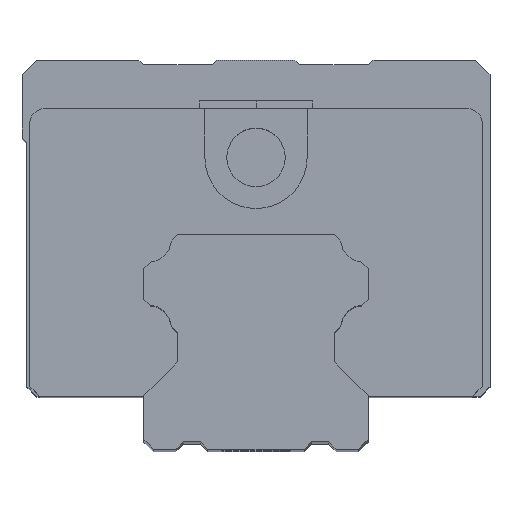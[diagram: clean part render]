
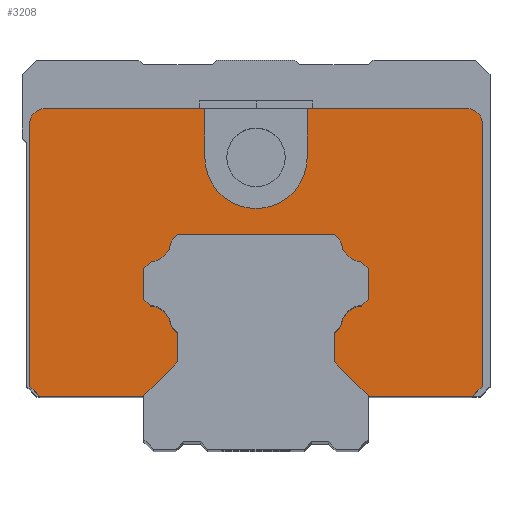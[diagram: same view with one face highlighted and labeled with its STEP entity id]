
A CAD part, top view. The second image highlights one B-rep face of the part: STEP entity #3208.
In plain terms, the highlighted planar face has unit normal (0, 0, 1).
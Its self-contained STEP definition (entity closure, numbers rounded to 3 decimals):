
#834=DIRECTION('',(0.,-1.,0.));
#835=VECTOR('',#834,5.);
#836=CARTESIAN_POINT('',(-5.25,35.,42.));
#837=LINE('',#836,#835);
#838=CARTESIAN_POINT('',(0.,30.,42.));
#839=DIRECTION('',(0.,0.,1.));
#840=DIRECTION('',(-1.,0.,0.));
#841=AXIS2_PLACEMENT_3D('',#838,#839,#840);
#843=DIRECTION('',(0.,1.,0.));
#844=VECTOR('',#843,5.);
#845=CARTESIAN_POINT('',(5.25,30.,42.));
#846=LINE('',#845,#844);
#847=DIRECTION('',(1.,0.,0.));
#848=VECTOR('',#847,16.45);
#849=CARTESIAN_POINT('',(5.25,35.,42.));
#850=LINE('',#849,#848);
#851=CARTESIAN_POINT('',(21.7,33.5,42.));
#852=DIRECTION('',(0.,0.,-1.));
#853=DIRECTION('',(0.,1.,0.));
#854=AXIS2_PLACEMENT_3D('',#851,#852,#853);
#856=DIRECTION('',(0.,-1.,0.));
#857=VECTOR('',#856,27.);
#858=CARTESIAN_POINT('',(23.2,33.5,42.));
#859=LINE('',#858,#857);
#860=DIRECTION('',(-0.707,-0.707,0.));
#861=VECTOR('',#860,1.414);
#862=CARTESIAN_POINT('',(23.2,6.5,42.));
#863=LINE('',#862,#861);
#864=DIRECTION('',(-1.,0.,0.));
#865=VECTOR('',#864,10.7);
#866=CARTESIAN_POINT('',(22.2,5.5,42.));
#867=LINE('',#866,#865);
#868=DIRECTION('',(-0.707,0.707,0.));
#869=VECTOR('',#868,4.879);
#870=CARTESIAN_POINT('',(11.5,5.5,42.));
#871=LINE('',#870,#869);
#872=DIRECTION('',(0.,1.,0.));
#873=VECTOR('',#872,3.);
#874=CARTESIAN_POINT('',(8.05,8.95,42.));
#875=LINE('',#874,#873);
#876=DIRECTION('',(0.707,0.707,0.));
#877=VECTOR('',#876,0.918);
#878=CARTESIAN_POINT('',(8.05,11.95,42.));
#879=LINE('',#878,#877);
#880=CARTESIAN_POINT('',(10.995,12.455,42.));
#881=DIRECTION('',(0.,0.,-1.));
#882=DIRECTION('',(-0.998,0.063,0.));
#883=AXIS2_PLACEMENT_3D('',#880,#881,#882);
#885=DIRECTION('',(0.707,0.707,0.));
#886=VECTOR('',#885,0.918);
#887=CARTESIAN_POINT('',(10.851,14.751,42.));
#888=LINE('',#887,#886);
#889=DIRECTION('',(0.,1.,0.));
#890=VECTOR('',#889,3.15);
#891=CARTESIAN_POINT('',(11.5,15.4,42.));
#892=LINE('',#891,#890);
#893=DIRECTION('',(-0.707,0.707,0.));
#894=VECTOR('',#893,0.918);
#895=CARTESIAN_POINT('',(11.5,18.55,42.));
#896=LINE('',#895,#894);
#897=CARTESIAN_POINT('',(10.995,21.495,42.));
#898=DIRECTION('',(0.,0.,-1.));
#899=DIRECTION('',(-0.063,-0.998,0.));
#900=AXIS2_PLACEMENT_3D('',#897,#898,#899);
#902=DIRECTION('',(-0.707,0.707,0.));
#903=VECTOR('',#902,0.918);
#904=CARTESIAN_POINT('',(8.699,21.351,42.));
#905=LINE('',#904,#903);
#906=DIRECTION('',(-1.,0.,0.));
#907=VECTOR('',#906,16.1);
#908=CARTESIAN_POINT('',(8.05,22.,42.));
#909=LINE('',#908,#907);
#910=DIRECTION('',(-0.707,-0.707,0.));
#911=VECTOR('',#910,0.918);
#912=CARTESIAN_POINT('',(-8.05,22.,42.));
#913=LINE('',#912,#911);
#914=CARTESIAN_POINT('',(-10.995,21.495,42.));
#915=DIRECTION('',(0.,0.,-1.));
#916=DIRECTION('',(0.998,-0.063,0.));
#917=AXIS2_PLACEMENT_3D('',#914,#915,#916);
#919=DIRECTION('',(-0.707,-0.707,0.));
#920=VECTOR('',#919,0.918);
#921=CARTESIAN_POINT('',(-10.851,19.199,42.));
#922=LINE('',#921,#920);
#923=DIRECTION('',(0.,-1.,0.));
#924=VECTOR('',#923,3.15);
#925=CARTESIAN_POINT('',(-11.5,18.55,42.));
#926=LINE('',#925,#924);
#927=DIRECTION('',(0.707,-0.707,0.));
#928=VECTOR('',#927,0.918);
#929=CARTESIAN_POINT('',(-11.5,15.4,42.));
#930=LINE('',#929,#928);
#931=CARTESIAN_POINT('',(-10.995,12.455,42.));
#932=DIRECTION('',(0.,0.,-1.));
#933=DIRECTION('',(0.063,0.998,0.));
#934=AXIS2_PLACEMENT_3D('',#931,#932,#933);
#936=DIRECTION('',(0.707,-0.707,0.));
#937=VECTOR('',#936,0.918);
#938=CARTESIAN_POINT('',(-8.699,12.599,42.));
#939=LINE('',#938,#937);
#940=DIRECTION('',(0.,-1.,0.));
#941=VECTOR('',#940,3.);
#942=CARTESIAN_POINT('',(-8.05,11.95,42.));
#943=LINE('',#942,#941);
#944=DIRECTION('',(-0.707,-0.707,0.));
#945=VECTOR('',#944,4.879);
#946=CARTESIAN_POINT('',(-8.05,8.95,42.));
#947=LINE('',#946,#945);
#948=DIRECTION('',(-1.,0.,0.));
#949=VECTOR('',#948,10.7);
#950=CARTESIAN_POINT('',(-11.5,5.5,42.));
#951=LINE('',#950,#949);
#952=DIRECTION('',(-0.707,0.707,0.));
#953=VECTOR('',#952,1.414);
#954=CARTESIAN_POINT('',(-22.2,5.5,42.));
#955=LINE('',#954,#953);
#956=DIRECTION('',(0.,1.,0.));
#957=VECTOR('',#956,27.);
#958=CARTESIAN_POINT('',(-23.2,6.5,42.));
#959=LINE('',#958,#957);
#960=CARTESIAN_POINT('',(-21.7,33.5,42.));
#961=DIRECTION('',(0.,0.,-1.));
#962=DIRECTION('',(-1.,0.,0.));
#963=AXIS2_PLACEMENT_3D('',#960,#961,#962);
#965=DIRECTION('',(1.,0.,0.));
#966=VECTOR('',#965,16.45);
#967=CARTESIAN_POINT('',(-21.7,35.,42.));
#968=LINE('',#967,#966);
#1672=CARTESIAN_POINT('',(-11.5,5.5,42.));
#1674=VERTEX_POINT('',#1672);
#1677=CARTESIAN_POINT('',(-22.2,5.5,42.));
#1678=VERTEX_POINT('',#1677);
#1680=CARTESIAN_POINT('',(-8.05,8.95,42.));
#1682=VERTEX_POINT('',#1680);
#1684=CARTESIAN_POINT('',(-8.05,11.95,42.));
#1686=VERTEX_POINT('',#1684);
#1688=CARTESIAN_POINT('',(-8.699,12.599,42.));
#1690=VERTEX_POINT('',#1688);
#1691=CARTESIAN_POINT('',(-10.851,14.751,42.));
#1693=VERTEX_POINT('',#1691);
#1696=CARTESIAN_POINT('',(-11.5,15.4,42.));
#1698=VERTEX_POINT('',#1696);
#1700=CARTESIAN_POINT('',(-11.5,18.55,42.));
#1702=VERTEX_POINT('',#1700);
#1704=CARTESIAN_POINT('',(-10.851,19.199,42.));
#1706=VERTEX_POINT('',#1704);
#1707=CARTESIAN_POINT('',(-8.699,21.351,42.));
#1709=VERTEX_POINT('',#1707);
#1712=CARTESIAN_POINT('',(-8.05,22.,42.));
#1714=VERTEX_POINT('',#1712);
#1716=CARTESIAN_POINT('',(8.05,22.,42.));
#1718=VERTEX_POINT('',#1716);
#1720=CARTESIAN_POINT('',(8.699,21.351,42.));
#1722=VERTEX_POINT('',#1720);
#1723=CARTESIAN_POINT('',(10.851,19.199,42.));
#1725=VERTEX_POINT('',#1723);
#1728=CARTESIAN_POINT('',(11.5,18.55,42.));
#1730=VERTEX_POINT('',#1728);
#1732=CARTESIAN_POINT('',(11.5,15.4,42.));
#1734=VERTEX_POINT('',#1732);
#1736=CARTESIAN_POINT('',(10.851,14.751,42.));
#1738=VERTEX_POINT('',#1736);
#1739=CARTESIAN_POINT('',(8.699,12.599,42.));
#1741=VERTEX_POINT('',#1739);
#1744=CARTESIAN_POINT('',(8.05,11.95,42.));
#1746=VERTEX_POINT('',#1744);
#1748=CARTESIAN_POINT('',(8.05,8.95,42.));
#1750=VERTEX_POINT('',#1748);
#1752=CARTESIAN_POINT('',(11.5,5.5,42.));
#1754=VERTEX_POINT('',#1752);
#1757=CARTESIAN_POINT('',(22.2,5.5,42.));
#1758=VERTEX_POINT('',#1757);
#1861=CARTESIAN_POINT('',(-5.25,35.,42.));
#1862=CARTESIAN_POINT('',(-5.25,30.,42.));
#1863=VERTEX_POINT('',#1861);
#1864=VERTEX_POINT('',#1862);
#1865=CARTESIAN_POINT('',(5.25,30.,42.));
#1866=VERTEX_POINT('',#1865);
#1867=CARTESIAN_POINT('',(5.25,35.,42.));
#1868=VERTEX_POINT('',#1867);
#1869=CARTESIAN_POINT('',(21.7,35.,42.));
#1870=VERTEX_POINT('',#1869);
#1871=CARTESIAN_POINT('',(23.2,33.5,42.));
#1872=VERTEX_POINT('',#1871);
#1873=CARTESIAN_POINT('',(23.2,6.5,42.));
#1874=VERTEX_POINT('',#1873);
#1875=CARTESIAN_POINT('',(-23.2,6.5,42.));
#1876=VERTEX_POINT('',#1875);
#1877=CARTESIAN_POINT('',(-23.2,33.5,42.));
#1878=VERTEX_POINT('',#1877);
#1879=CARTESIAN_POINT('',(-21.7,35.,42.));
#1880=VERTEX_POINT('',#1879);
#3165=CARTESIAN_POINT('',(-24.,40.,42.));
#3166=DIRECTION('',(0.,0.,1.));
#3167=DIRECTION('',(1.,0.,0.));
#3168=AXIS2_PLACEMENT_3D('',#3165,#3166,#3167);
#3169=PLANE('',#3168);
#3171=ORIENTED_EDGE('',*,*,#3170,.T.);
#3172=ORIENTED_EDGE('',*,*,#3156,.T.);
#3173=ORIENTED_EDGE('',*,*,#3119,.T.);
#3174=ORIENTED_EDGE('',*,*,#3106,.T.);
#3176=ORIENTED_EDGE('',*,*,#3175,.T.);
#3177=ORIENTED_EDGE('',*,*,#2647,.T.);
#3179=ORIENTED_EDGE('',*,*,#3178,.T.);
#3180=ORIENTED_EDGE('',*,*,#2584,.T.);
#3181=ORIENTED_EDGE('',*,*,#2569,.T.);
#3182=ORIENTED_EDGE('',*,*,#2554,.T.);
#3183=ORIENTED_EDGE('',*,*,#2539,.T.);
#3184=ORIENTED_EDGE('',*,*,#2524,.T.);
#3185=ORIENTED_EDGE('',*,*,#2509,.T.);
#3186=ORIENTED_EDGE('',*,*,#2494,.T.);
#3187=ORIENTED_EDGE('',*,*,#2479,.T.);
#3188=ORIENTED_EDGE('',*,*,#2464,.T.);
#3189=ORIENTED_EDGE('',*,*,#2449,.T.);
#3190=ORIENTED_EDGE('',*,*,#2434,.T.);
#3191=ORIENTED_EDGE('',*,*,#2419,.T.);
#3192=ORIENTED_EDGE('',*,*,#2404,.T.);
#3193=ORIENTED_EDGE('',*,*,#2389,.T.);
#3194=ORIENTED_EDGE('',*,*,#2374,.T.);
#3195=ORIENTED_EDGE('',*,*,#2359,.T.);
#3196=ORIENTED_EDGE('',*,*,#2344,.T.);
#3197=ORIENTED_EDGE('',*,*,#2329,.T.);
#3198=ORIENTED_EDGE('',*,*,#2314,.T.);
#3199=ORIENTED_EDGE('',*,*,#2299,.T.);
#3200=ORIENTED_EDGE('',*,*,#2284,.T.);
#3202=ORIENTED_EDGE('',*,*,#3201,.T.);
#3203=ORIENTED_EDGE('',*,*,#2941,.T.);
#3204=ORIENTED_EDGE('',*,*,#3069,.T.);
#3205=ORIENTED_EDGE('',*,*,#3087,.T.);
#3206=EDGE_LOOP('',(#3171,#3172,#3173,#3174,#3176,#3177,#3179,#3180,#3181,#3182,
#3183,#3184,#3185,#3186,#3187,#3188,#3189,#3190,#3191,#3192,#3193,#3194,#3195,
#3196,#3197,#3198,#3199,#3200,#3202,#3203,#3204,#3205));
#3207=FACE_OUTER_BOUND('',#3206,.F.);
#3208=ADVANCED_FACE('',(#3207),#3169,.T.);
#842=CIRCLE('',#841,5.25);
#855=CIRCLE('',#854,1.5);
#884=CIRCLE('',#883,2.3);
#901=CIRCLE('',#900,2.3);
#918=CIRCLE('',#917,2.3);
#935=CIRCLE('',#934,2.3);
#964=CIRCLE('',#963,1.5);
#2284=EDGE_CURVE('',#1674,#1678,#951,.T.);
#2299=EDGE_CURVE('',#1682,#1674,#947,.T.);
#2314=EDGE_CURVE('',#1686,#1682,#943,.T.);
#2329=EDGE_CURVE('',#1690,#1686,#939,.T.);
#2344=EDGE_CURVE('',#1693,#1690,#935,.T.);
#2359=EDGE_CURVE('',#1698,#1693,#930,.T.);
#2374=EDGE_CURVE('',#1702,#1698,#926,.T.);
#2389=EDGE_CURVE('',#1706,#1702,#922,.T.);
#2404=EDGE_CURVE('',#1709,#1706,#918,.T.);
#2419=EDGE_CURVE('',#1714,#1709,#913,.T.);
#2434=EDGE_CURVE('',#1718,#1714,#909,.T.);
#2449=EDGE_CURVE('',#1722,#1718,#905,.T.);
#2464=EDGE_CURVE('',#1725,#1722,#901,.T.);
#2479=EDGE_CURVE('',#1730,#1725,#896,.T.);
#2494=EDGE_CURVE('',#1734,#1730,#892,.T.);
#2509=EDGE_CURVE('',#1738,#1734,#888,.T.);
#2524=EDGE_CURVE('',#1741,#1738,#884,.T.);
#2539=EDGE_CURVE('',#1746,#1741,#879,.T.);
#2554=EDGE_CURVE('',#1750,#1746,#875,.T.);
#2569=EDGE_CURVE('',#1754,#1750,#871,.T.);
#2584=EDGE_CURVE('',#1758,#1754,#867,.T.);
#2647=EDGE_CURVE('',#1872,#1874,#859,.T.);
#2941=EDGE_CURVE('',#1876,#1878,#959,.T.);
#3069=EDGE_CURVE('',#1878,#1880,#964,.T.);
#3087=EDGE_CURVE('',#1880,#1863,#968,.T.);
#3106=EDGE_CURVE('',#1868,#1870,#850,.T.);
#3119=EDGE_CURVE('',#1866,#1868,#846,.T.);
#3156=EDGE_CURVE('',#1864,#1866,#842,.T.);
#3170=EDGE_CURVE('',#1863,#1864,#837,.T.);
#3175=EDGE_CURVE('',#1870,#1872,#855,.T.);
#3178=EDGE_CURVE('',#1874,#1758,#863,.T.);
#3201=EDGE_CURVE('',#1678,#1876,#955,.T.);
